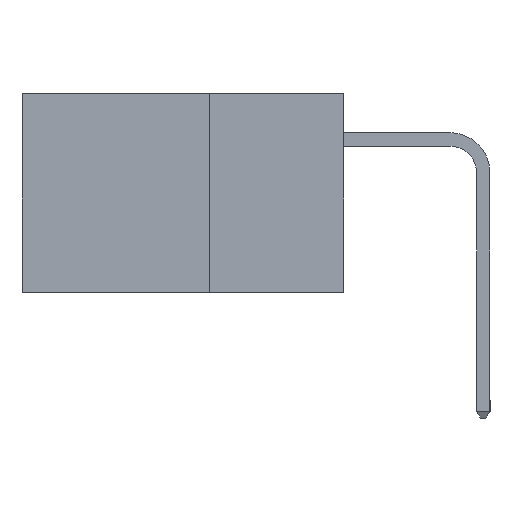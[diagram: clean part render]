
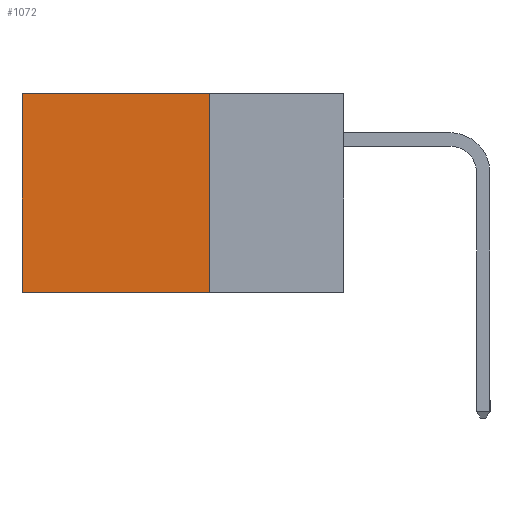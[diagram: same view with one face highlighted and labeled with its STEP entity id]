
A CAD part, left-side view. The second image highlights one B-rep face of the part: STEP entity #1072.
In plain terms, the highlighted planar face has unit normal (-1, 0, 0).
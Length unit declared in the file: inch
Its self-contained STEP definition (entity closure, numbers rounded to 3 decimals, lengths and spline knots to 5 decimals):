
#1072 = ADVANCED_FACE ( 'NONE', ( #4512 ), #9895, .F. ) ;
#1593 = LINE ( 'NONE', #13091, #22466 ) ;
#2506 = CARTESIAN_POINT ( 'NONE',  ( 0.2615, 0.6, -0.37 ) ) ;
#2698 = VECTOR ( 'NONE', #23875, 39.37008 ) ;
#3813 = CARTESIAN_POINT ( 'NONE',  ( 0.2615, 0.25, -0.37 ) ) ;
#4196 = LINE ( 'NONE', #3813, #7717 ) ;
#4512 = FACE_OUTER_BOUND ( 'NONE', #9150, .T. ) ;
#6254 = DIRECTION ( 'NONE',  ( 0., 0., -1. ) ) ;
#7717 = VECTOR ( 'NONE', #12086, 39.37008 ) ;
#8598 = EDGE_CURVE ( 'NONE', #24207, #23788, #1593, .T. ) ;
#8900 = ORIENTED_EDGE ( 'NONE', *, *, #21857, .F. ) ;
#9034 = VECTOR ( 'NONE', #6254, 39.37008 ) ;
#9150 = EDGE_LOOP ( 'NONE', ( #19472, #12119, #8900, #21174 ) ) ;
#9500 = VERTEX_POINT ( 'NONE', #19375 ) ;
#9552 = DIRECTION ( 'NONE',  ( 0., 0., -1. ) ) ;
#9579 = DIRECTION ( 'NONE',  ( 1., 0., 0. ) ) ;
#9606 = CARTESIAN_POINT ( 'NONE',  ( 0.2615, 0.25, -0.37 ) ) ;
#9851 = CARTESIAN_POINT ( 'NONE',  ( 0.2615, 0.25, 0. ) ) ;
#9895 = PLANE ( 'NONE',  #16034 ) ;
#11621 = EDGE_CURVE ( 'NONE', #20673, #24207, #23535, .T. ) ;
#12076 = CARTESIAN_POINT ( 'NONE',  ( 0.2615, 0.6, 0. ) ) ;
#12086 = DIRECTION ( 'NONE',  ( 0., 1., 0. ) ) ;
#12119 = ORIENTED_EDGE ( 'NONE', *, *, #22322, .F. ) ;
#13091 = CARTESIAN_POINT ( 'NONE',  ( 0.2615, 0.6, -0.37 ) ) ;
#13327 = DIRECTION ( 'NONE',  ( 0., 0., -1. ) ) ;
#13835 = LINE ( 'NONE', #16406, #9034 ) ;
#16034 = AXIS2_PLACEMENT_3D ( 'NONE', #9606, #9579, #9552 ) ;
#16406 = CARTESIAN_POINT ( 'NONE',  ( 0.2615, 0.25, -0.37 ) ) ;
#19375 = CARTESIAN_POINT ( 'NONE',  ( 0.2615, 0.25, -0.37 ) ) ;
#19472 = ORIENTED_EDGE ( 'NONE', *, *, #8598, .T. ) ;
#20673 = VERTEX_POINT ( 'NONE', #25445 ) ;
#21174 = ORIENTED_EDGE ( 'NONE', *, *, #11621, .T. ) ;
#21857 = EDGE_CURVE ( 'NONE', #20673, #9500, #13835, .T. ) ;
#22322 = EDGE_CURVE ( 'NONE', #9500, #23788, #4196, .T. ) ;
#22466 = VECTOR ( 'NONE', #13327, 39.37008 ) ;
#23535 = LINE ( 'NONE', #9851, #2698 ) ;
#23788 = VERTEX_POINT ( 'NONE', #2506 ) ;
#23875 = DIRECTION ( 'NONE',  ( 0., 1., 0. ) ) ;
#24207 = VERTEX_POINT ( 'NONE', #12076 ) ;
#25445 = CARTESIAN_POINT ( 'NONE',  ( 0.2615, 0.25, 0. ) ) ;
